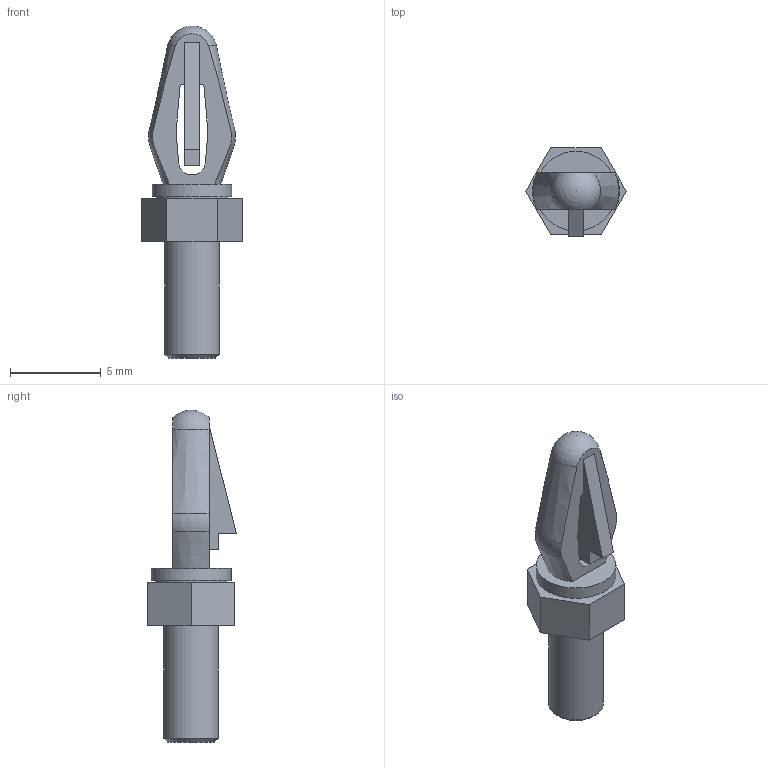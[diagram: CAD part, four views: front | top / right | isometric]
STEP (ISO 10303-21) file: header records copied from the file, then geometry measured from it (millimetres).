
FILE_DESCRIPTION(/* description */ ('Unknown'),/* implementation_level */ '2;1');
FILE_NAME(/* name */ '709905611',/* time_stamp */ '2016-03-30T13:54:45+02:00',/* author */ ('Unknown'),/* organization */ ('Unknown'),/* preprocessor_version */ 'ST-DEVELOPER v16.7',/* originating_system */ 'DEX',/* authorisation */ $);
FILE_SCHEMA (('AUTOMOTIVE_DESIGN {1 0 10303 214 3 1 1}'));
Length unit declared in the file: millimetre
Products named in the file (1): 709905611
Bounding box: 5.54 x 4.9 x 18.28 mm (x, y, z)
Volume: 157.5 mm3; surface area: 278.7 mm2
Topology: 1 solids, 1 shells, 41 faces, 108 edges, 72 vertices
Faces by surface type: plane 25, cylinder 8, cone 5, torus 2, sphere 1
Full cylindrical faces by diameter (mm): 3 x1, 4 x1, 4.4 x1
Entity records: 2884 total; most frequent: CARTESIAN_POINT 1587, ORIENTED_EDGE 200, DIRECTION 199, EDGE_CURVE 100, VERTEX_POINT 69, AXIS2_PLACEMENT_3D 69, LINE 61, VECTOR 61
